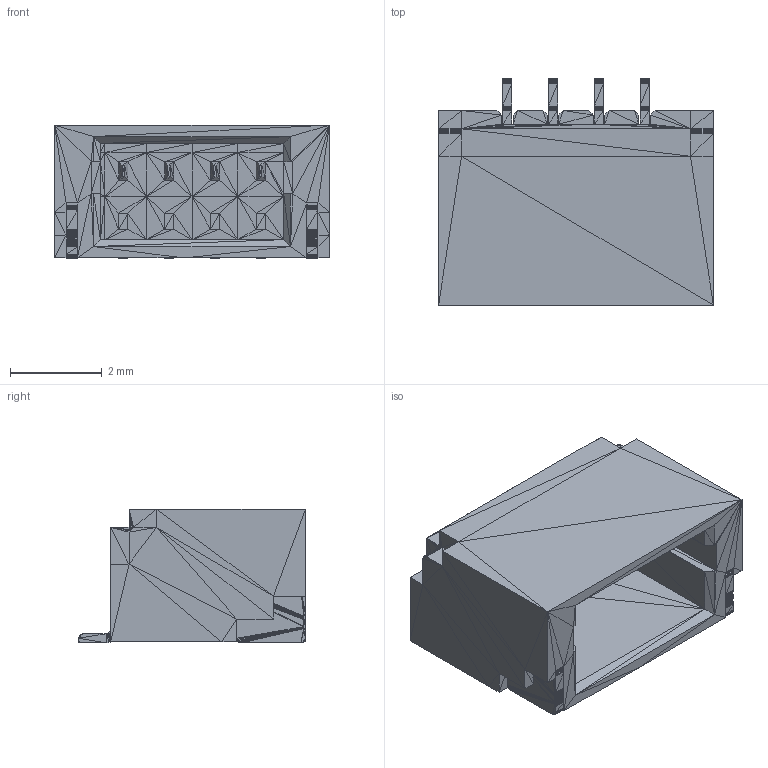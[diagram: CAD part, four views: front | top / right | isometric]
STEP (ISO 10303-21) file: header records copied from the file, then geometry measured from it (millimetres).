
FILE_DESCRIPTION(('LCKiConverter Model lckicad.xtoolbox.org','uuid: Std:f6195a66ac5d4cb9a9cc598f51a89981'),'2;1');
FILE_NAME('CONN-SMD_SM04B-SRSS-TB.step','2024-09-24T12:37:19.652Z',('LCEDA'),( ''),'LCKiConverter','LCKiConverter','');
FILE_SCHEMA(('AUTOMOTIVE_DESIGN { 1 0 10303 214 1 1 1 1 }'));
Length unit declared in the file: millimetre
Products named in the file (1): CONN-SMD_SM04B-SRSS-TB
Bounding box: 6 x 4.95 x 2.92 mm (x, y, z)
Surface area: 182.9 mm2 (no closed solid volume)
Topology: 0 solids, 3 shells, 1990 faces, 2985 edges, 1001 vertices
Faces by surface type: plane 1990
Entity records: 40847 total; most frequent: DIRECTION 6967, CARTESIAN_POINT 5977, ORIENTED_EDGE 5970, EDGE_CURVE 2985, LINE 2985, VECTOR 2985, AXIS2_PLACEMENT_3D 1991, ADVANCED_FACE 1990
